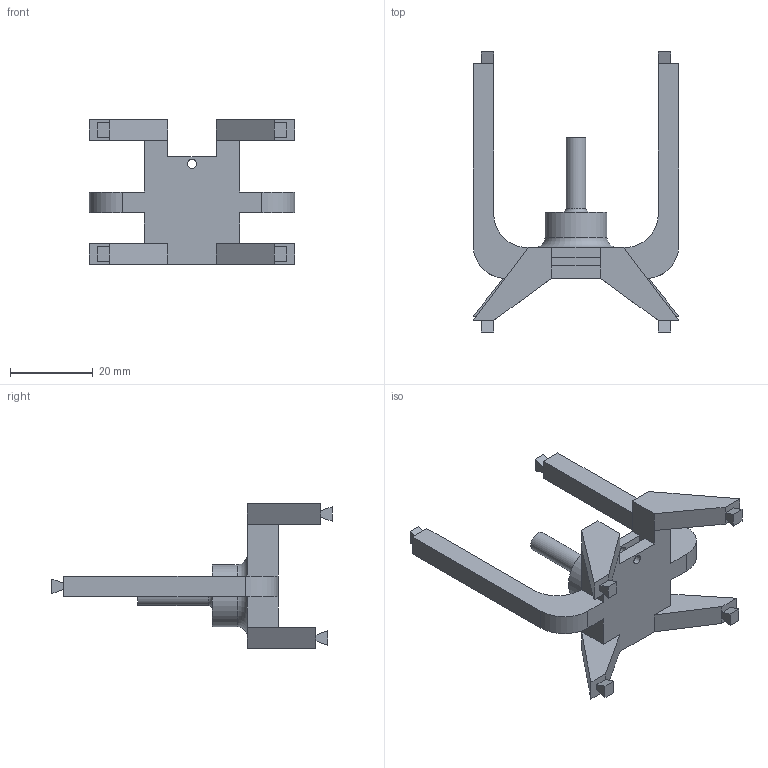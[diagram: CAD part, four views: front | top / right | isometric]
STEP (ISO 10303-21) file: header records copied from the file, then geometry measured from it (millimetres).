
FILE_DESCRIPTION(/* description */ (''),/* implementation_level */ '2;1');
FILE_NAME(/* name */ 'c30c7fb9-72b1-4b2d-80d8-862a3f4c96bc.stp',/* time_stamp */ '2019-01-08T13:39:30+00:00',/* author */ (''),/* organization */ (''),/* preprocessor_version */ 'ST-DEVELOPER v17.2',/* originating_system */ 'Autodesk Translation Framework v7.6.0.251',/* authorisation */ '');
FILE_SCHEMA (('AUTOMOTIVE_DESIGN { 1 0 10303 214 3 1 1 }'));
Length unit declared in the file: millimetre
Products named in the file (1): folding gear mount
Bounding box: 49.8 x 67.8 x 35 mm (x, y, z)
Volume: 12372.3 mm3; surface area: 7250.5 mm2
Topology: 1 solids, 1 shells, 84 faces, 229 edges, 150 vertices
Faces by surface type: plane 73, cylinder 9, torus 2
Full cylindrical faces by diameter (mm): 2.2 x2, 2.5 x1, 4.8 x1, 15 x1
Entity records: 2660 total; most frequent: CARTESIAN_POINT 464, ORIENTED_EDGE 458, DIRECTION 429, EDGE_CURVE 229, LINE 199, VECTOR 199, VERTEX_POINT 150, AXIS2_PLACEMENT_3D 115
